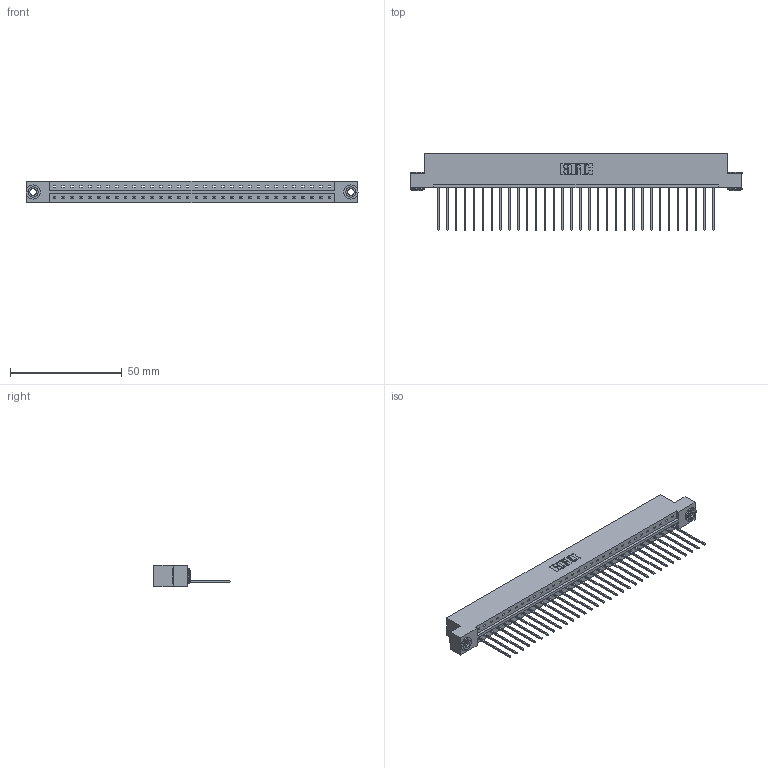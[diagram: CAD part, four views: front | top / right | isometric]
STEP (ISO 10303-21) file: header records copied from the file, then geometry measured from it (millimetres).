
FILE_DESCRIPTION (( 'STEP AP203' ), '1' );
FILE_NAME ('833-032-541-103.STEP', '2020-06-02T18:10:38', ( '' ), ( '' ), 'SwSTEP 2.0', 'SolidWorks 2020', '' );
FILE_SCHEMA (( 'CONFIG_CONTROL_DESIGN' ));
Length unit declared in the file: inch
Products named in the file (4): 345-292-001_345-293-141; 833 Part_Flush - .156 Dia - TH; 345-250-002_345-250-002-102; 833-032-541-103
Assembly tree (35 placements, depth 2):
  833-032-541-103
    833 Part_Flush - .156 Dia - TH
    345-292-001_345-293-141  x32
    345-250-002_345-250-002-102  x2
Bounding box: 148.34 x 34.3 x 9.4 mm (x, y, z)
Volume: 14965.8 mm3; surface area: 17003.2 mm2
Topology: 35 solids, 35 shells, 2008 faces, 6019 edges, 3966 vertices
Faces by surface type: plane 1424, cylinder 576, cone 8
Entity records: 21524 total; most frequent: CARTESIAN_POINT 3693, ORIENTED_EDGE 3654, DIRECTION 3169, EDGE_CURVE 1827, VECTOR 1675, LINE 1675, VERTEX_POINT 1214, AXIS2_PLACEMENT_3D 747
